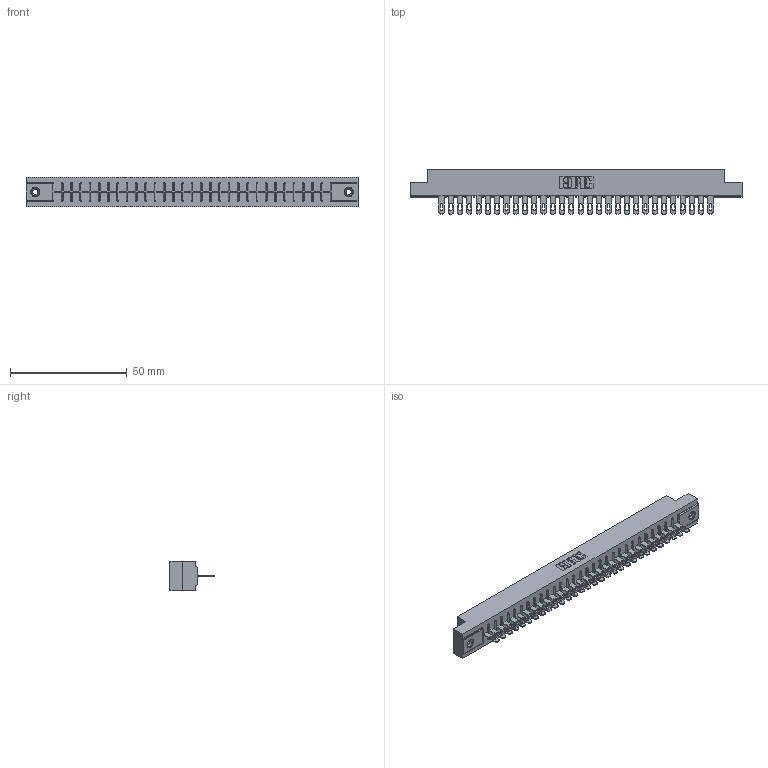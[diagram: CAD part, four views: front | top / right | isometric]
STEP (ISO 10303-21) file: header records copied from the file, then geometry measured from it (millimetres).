
FILE_DESCRIPTION (( 'STEP AP203' ), '1' );
FILE_NAME ('316-030-400-108.STEP', '2020-09-23T00:22:16', ( '' ), ( '' ), 'SwSTEP 2.0', 'SolidWorks 2020', '' );
FILE_SCHEMA (( 'CONFIG_CONTROL_DESIGN' ));
Length unit declared in the file: inch
Products named in the file (4): 345-250-001_345-250-003-102; 306 Part_.156 Dia; 316-030-400-108; 306-290-001_100
Assembly tree (33 placements, depth 2):
  316-030-400-108
    306 Part_.156 Dia
    306-290-001_100  x30
    345-250-001_345-250-003-102  x2
Bounding box: 141.88 x 18.87 x 12.7 mm (x, y, z)
Volume: 15676.4 mm3; surface area: 16501.6 mm2
Topology: 33 solids, 33 shells, 2456 faces, 6902 edges, 4432 vertices
Faces by surface type: plane 1600, cylinder 720, sphere 120, cone 12, torus 4
Entity records: 30880 total; most frequent: CARTESIAN_POINT 5164, ORIENTED_EDGE 5112, DIRECTION 5102, EDGE_CURVE 2556, VECTOR 1990, LINE 1990, VERTEX_POINT 1618, AXIS2_PLACEMENT_3D 1556
